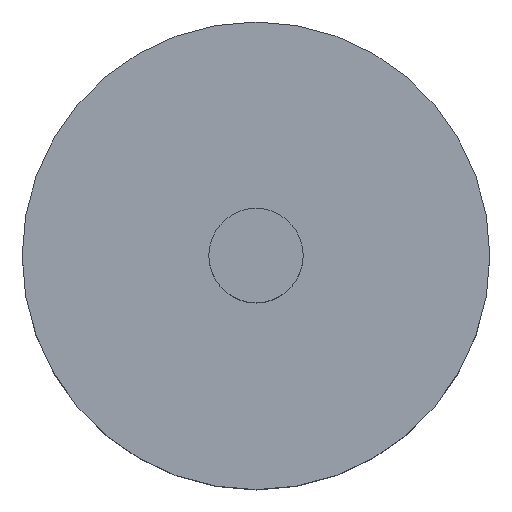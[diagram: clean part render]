
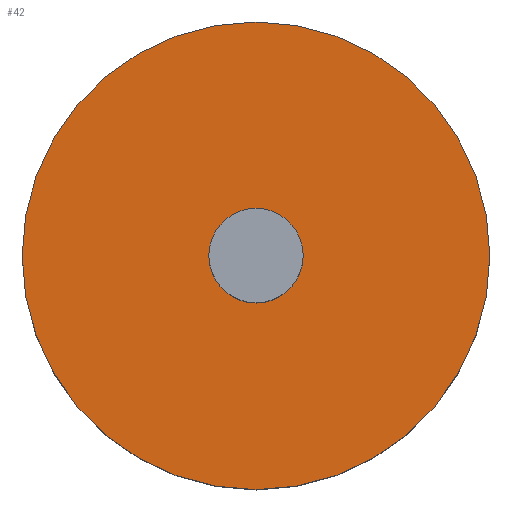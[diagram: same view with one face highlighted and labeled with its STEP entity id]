
A CAD part, top view. The second image highlights one B-rep face of the part: STEP entity #42.
In plain terms, the highlighted planar face has unit normal (0, 0, 1).
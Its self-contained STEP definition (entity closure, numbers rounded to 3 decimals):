
#39=PLANE('',#126);
#42=ADVANCED_FACE('',(#51,#52),#39,.T.);
#51=FACE_BOUND('',#61,.T.);
#52=FACE_BOUND('',#62,.T.);
#61=EDGE_LOOP('',(#71));
#62=EDGE_LOOP('',(#72));
#71=ORIENTED_EDGE('',*,*,#87,.F.);
#72=ORIENTED_EDGE('',*,*,#85,.T.);
#79=VERTEX_POINT('',#184);
#81=VERTEX_POINT('',#189);
#85=EDGE_CURVE('',#79,#79,#90,.T.);
#87=EDGE_CURVE('',#81,#81,#92,.T.);
#90=CIRCLE('',#122,5.45);
#92=CIRCLE('',#125,1.1);
#122=AXIS2_PLACEMENT_3D('',#183,#141,#142);
#125=AXIS2_PLACEMENT_3D('',#188,#147,#148);
#126=AXIS2_PLACEMENT_3D('',#190,#149,#150);
#141=DIRECTION('',(0.,0.,1.));
#142=DIRECTION('',(0.,-1.,0.));
#147=DIRECTION('',(0.,0.,1.));
#148=DIRECTION('',(-1.,0.,0.));
#149=DIRECTION('',(0.,0.,1.));
#150=DIRECTION('',(0.,-1.,0.));
#183=CARTESIAN_POINT('',(0.,0.,0.));
#184=CARTESIAN_POINT('',(0.,-5.45,0.));
#188=CARTESIAN_POINT('',(0.,0.,0.));
#189=CARTESIAN_POINT('',(-1.1,0.,0.));
#190=CARTESIAN_POINT('',(1.1,0.,0.));
